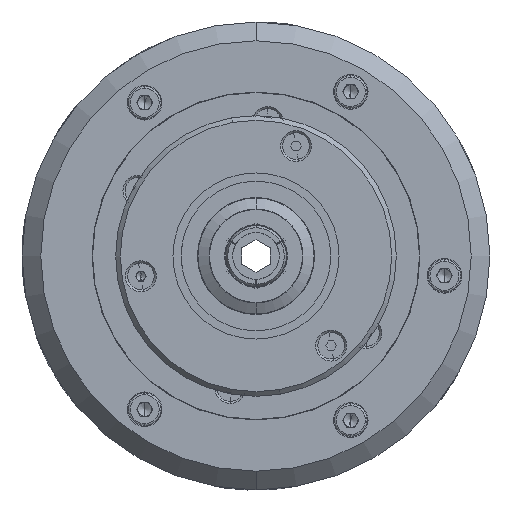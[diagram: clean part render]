
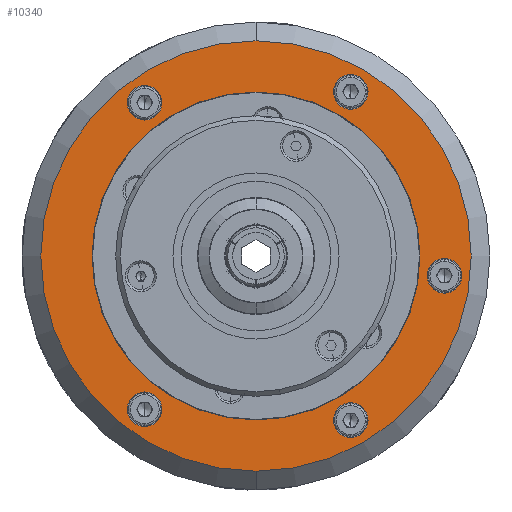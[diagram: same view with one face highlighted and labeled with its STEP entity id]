
A CAD part, left-side view. The second image highlights one B-rep face of the part: STEP entity #10340.
In plain terms, the highlighted planar face has unit normal (-1, 0, 0).
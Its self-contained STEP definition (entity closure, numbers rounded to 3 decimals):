
#1427 = AXIS2_PLACEMENT_3D ( 'NONE', #3562, #3561, #3560 ) ;
#1475 = AXIS2_PLACEMENT_3D ( 'NONE', #3835, #3834, #3833 ) ;
#1478 = AXIS2_PLACEMENT_3D ( 'NONE', #3847, #3846, #3845 ) ;
#1481 = AXIS2_PLACEMENT_3D ( 'NONE', #3857, #3856, #3855 ) ;
#1486 = AXIS2_PLACEMENT_3D ( 'NONE', #3876, #3875, #3874 ) ;
#1492 = AXIS2_PLACEMENT_3D ( 'NONE', #3922, #3921, #3920 ) ;
#1495 = AXIS2_PLACEMENT_3D ( 'NONE', #3940, #3939, #3938 ) ;
#1508 = AXIS2_PLACEMENT_3D ( 'NONE', #4004, #4003, #4002 ) ;
#1511 = AXIS2_PLACEMENT_3D ( 'NONE', #4021, #4020, #4019 ) ;
#1547 = AXIS2_PLACEMENT_3D ( 'NONE', #4289, #4288, #4287 ) ;
#1562 = AXIS2_PLACEMENT_3D ( 'NONE', #4099, #4152, #4097 ) ;
#1570 = AXIS2_PLACEMENT_3D ( 'NONE', #4298, #4294, #4297 ) ;
#1571 = AXIS2_PLACEMENT_3D ( 'NONE', #4329, #3571, #4309 ) ;
#1574 = AXIS2_PLACEMENT_3D ( 'NONE', #17848, #17639, #17915 ) ;
#1653 = EDGE_CURVE ( 'NONE', #21235, #21250, #10413, .T. ) ;
#1658 = EDGE_CURVE ( 'NONE', #21185, #21183, #10406, .T. ) ;
#1659 = EDGE_CURVE ( 'NONE', #21199, #21289, #10405, .T. ) ;
#1670 = EDGE_CURVE ( 'NONE', #21255, #21130, #10392, .T. ) ;
#1697 = EDGE_CURVE ( 'NONE', #21239, #21193, #7968, .T. ) ;
#1739 = EDGE_CURVE ( 'NONE', #21292, #21290, #7922, .T. ) ;
#1742 = EDGE_CURVE ( 'NONE', #21130, #21255, #7916, .T. ) ;
#1764 = EDGE_CURVE ( 'NONE', #21078, #21418, #7890, .T. ) ;
#1769 = EDGE_CURVE ( 'NONE', #21183, #21185, #7884, .T. ) ;
#1777 = EDGE_CURVE ( 'NONE', #21290, #21292, #7872, .T. ) ;
#1784 = EDGE_CURVE ( 'NONE', #21250, #21235, #7867, .T. ) ;
#1787 = EDGE_CURVE ( 'NONE', #21193, #21239, #7860, .T. ) ;
#1791 = EDGE_CURVE ( 'NONE', #21418, #21078, #7863, .T. ) ;
#1856 = EDGE_CURVE ( 'NONE', #21289, #21199, #7772, .T. ) ;
#2234 = CARTESIAN_POINT ( 'NONE',  ( -240.3, -40.278, -0.533 ) ) ;
#2367 = CARTESIAN_POINT ( 'NONE',  ( -240.3, -20.25, -38.774 ) ) ;
#2369 = CARTESIAN_POINT ( 'NONE',  ( -240.3, -20.25, -31.374 ) ) ;
#2370 = CARTESIAN_POINT ( 'NONE',  ( -240.3, 23.805, 36.465 ) ) ;
#2404 = CARTESIAN_POINT ( 'NONE',  ( -240.3, 23.805, -36.465 ) ) ;
#2409 = CARTESIAN_POINT ( 'NONE',  ( -240.3, 0., -35.05 ) ) ;
#2420 = CARTESIAN_POINT ( 'NONE',  ( -240.3, 0., 46. ) ) ;
#2425 = CARTESIAN_POINT ( 'NONE',  ( -240.3, 0., 35.05 ) ) ;
#2461 = CARTESIAN_POINT ( 'NONE',  ( -240.3, 23.805, 29.065 ) ) ;
#2466 = CARTESIAN_POINT ( 'NONE',  ( -240.3, 0., -46. ) ) ;
#2475 = CARTESIAN_POINT ( 'NONE',  ( -240.3, -20.25, 31.374 ) ) ;
#2477 = CARTESIAN_POINT ( 'NONE',  ( -240.3, -20.25, 38.774 ) ) ;
#2530 = CARTESIAN_POINT ( 'NONE',  ( -240.3, 23.805, -29.065 ) ) ;
#3560 = DIRECTION ( 'NONE',  ( 0., 0., 1. ) ) ;
#3561 = DIRECTION ( 'NONE',  ( -1., 0., 0. ) ) ;
#3562 = CARTESIAN_POINT ( 'NONE',  ( -240.3, 23.805, 32.765 ) ) ;
#3571 = DIRECTION ( 'NONE',  ( -1., 0., 0. ) ) ;
#3833 = DIRECTION ( 'NONE',  ( 0., 0., 1. ) ) ;
#3834 = DIRECTION ( 'NONE',  ( -1., 0., 0. ) ) ;
#3835 = CARTESIAN_POINT ( 'NONE',  ( -240.3, -40.278, -4.233 ) ) ;
#3845 = DIRECTION ( 'NONE',  ( 0., 0., 1. ) ) ;
#3846 = DIRECTION ( 'NONE',  ( -1., 0., 0. ) ) ;
#3847 = CARTESIAN_POINT ( 'NONE',  ( -240.3, 0., 0. ) ) ;
#3855 = DIRECTION ( 'NONE',  ( 0., 0., 1. ) ) ;
#3856 = DIRECTION ( 'NONE',  ( 1., 0., 0. ) ) ;
#3857 = CARTESIAN_POINT ( 'NONE',  ( -240.3, 0., 0. ) ) ;
#3874 = DIRECTION ( 'NONE',  ( 0., 0., 1. ) ) ;
#3875 = DIRECTION ( 'NONE',  ( -1., 0., 0. ) ) ;
#3876 = CARTESIAN_POINT ( 'NONE',  ( -240.3, -20.25, -35.074 ) ) ;
#3920 = DIRECTION ( 'NONE',  ( 0., 0., 1. ) ) ;
#3921 = DIRECTION ( 'NONE',  ( -1., 0., 0. ) ) ;
#3922 = CARTESIAN_POINT ( 'NONE',  ( -240.3, -20.25, 35.074 ) ) ;
#3938 = DIRECTION ( 'NONE',  ( 0., 0., 1. ) ) ;
#3939 = DIRECTION ( 'NONE',  ( -1., 0., 0. ) ) ;
#3940 = CARTESIAN_POINT ( 'NONE',  ( -240.3, -40.278, -4.233 ) ) ;
#4002 = DIRECTION ( 'NONE',  ( 0., 0., 1. ) ) ;
#4003 = DIRECTION ( 'NONE',  ( -1., 0., 0. ) ) ;
#4004 = CARTESIAN_POINT ( 'NONE',  ( -240.3, 23.805, -32.765 ) ) ;
#4019 = DIRECTION ( 'NONE',  ( 0., 0., 1. ) ) ;
#4020 = DIRECTION ( 'NONE',  ( -1., 0., 0. ) ) ;
#4021 = CARTESIAN_POINT ( 'NONE',  ( -240.3, -20.25, -35.074 ) ) ;
#4097 = DIRECTION ( 'NONE',  ( 0., 0., 1. ) ) ;
#4099 = CARTESIAN_POINT ( 'NONE',  ( -240.3, 23.805, -32.765 ) ) ;
#4152 = DIRECTION ( 'NONE',  ( -1., 0., 0. ) ) ;
#4287 = DIRECTION ( 'NONE',  ( 0., 0., 1. ) ) ;
#4288 = DIRECTION ( 'NONE',  ( -1., 0., 0. ) ) ;
#4289 = CARTESIAN_POINT ( 'NONE',  ( -240.3, 0., 0. ) ) ;
#4294 = DIRECTION ( 'NONE',  ( -1., 0., 0. ) ) ;
#4297 = DIRECTION ( 'NONE',  ( 0., 0., 1. ) ) ;
#4298 = CARTESIAN_POINT ( 'NONE',  ( -240.3, 23.805, 32.765 ) ) ;
#4309 = DIRECTION ( 'NONE',  ( 0., 0., 1. ) ) ;
#4329 = CARTESIAN_POINT ( 'NONE',  ( -240.3, -20.25, 35.074 ) ) ;
#5704 = CARTESIAN_POINT ( 'NONE',  ( -240.3, -40.278, -7.933 ) ) ;
#6133 = DIRECTION ( 'NONE',  ( 0., 0., 1. ) ) ;
#6135 = CARTESIAN_POINT ( 'NONE',  ( -240.3, 50., 0. ) ) ;
#6139 = PLANE ( 'NONE',  #15830 ) ;
#7356 = DIRECTION ( 'NONE',  ( -1., 0., 0. ) ) ;
#7772 = CIRCLE ( 'NONE', #1427, 3.7 ) ;
#7860 = CIRCLE ( 'NONE', #1478, 46. ) ;
#7863 = CIRCLE ( 'NONE', #1475, 3.7 ) ;
#7867 = CIRCLE ( 'NONE', #1481, 35.05 ) ;
#7872 = CIRCLE ( 'NONE', #1486, 3.7 ) ;
#7884 = CIRCLE ( 'NONE', #1492, 3.7 ) ;
#7890 = CIRCLE ( 'NONE', #1495, 3.7 ) ;
#7916 = CIRCLE ( 'NONE', #1508, 3.7 ) ;
#7922 = CIRCLE ( 'NONE', #1511, 3.7 ) ;
#7968 = CIRCLE ( 'NONE', #1547, 46. ) ;
#10340 = ADVANCED_FACE ( 'NONE', ( #13446, #13441, #13447, #13445, #13443, #13440, #13439 ), #6139, .T. ) ;
#10392 = CIRCLE ( 'NONE', #1562, 3.7 ) ;
#10405 = CIRCLE ( 'NONE', #1570, 3.7 ) ;
#10406 = CIRCLE ( 'NONE', #1571, 3.7 ) ;
#10413 = CIRCLE ( 'NONE', #1574, 35.05 ) ;
#10758 = ORIENTED_EDGE ( 'NONE', *, *, #1653, .T. ) ;
#10759 = ORIENTED_EDGE ( 'NONE', *, *, #1784, .T. ) ;
#10760 = ORIENTED_EDGE ( 'NONE', *, *, #1787, .T. ) ;
#10761 = ORIENTED_EDGE ( 'NONE', *, *, #1697, .T. ) ;
#10762 = ORIENTED_EDGE ( 'NONE', *, *, #1791, .F. ) ;
#10763 = ORIENTED_EDGE ( 'NONE', *, *, #1764, .F. ) ;
#10764 = ORIENTED_EDGE ( 'NONE', *, *, #1777, .F. ) ;
#10765 = ORIENTED_EDGE ( 'NONE', *, *, #1739, .F. ) ;
#10766 = ORIENTED_EDGE ( 'NONE', *, *, #1769, .F. ) ;
#10767 = ORIENTED_EDGE ( 'NONE', *, *, #1658, .F. ) ;
#10768 = ORIENTED_EDGE ( 'NONE', *, *, #1856, .F. ) ;
#10769 = ORIENTED_EDGE ( 'NONE', *, *, #1659, .F. ) ;
#10770 = ORIENTED_EDGE ( 'NONE', *, *, #1742, .F. ) ;
#10771 = ORIENTED_EDGE ( 'NONE', *, *, #1670, .F. ) ;
#12669 = EDGE_LOOP ( 'NONE', ( #10768, #10769 ) ) ;
#12676 = EDGE_LOOP ( 'NONE', ( #10766, #10767 ) ) ;
#12682 = EDGE_LOOP ( 'NONE', ( #10760, #10761 ) ) ;
#12683 = EDGE_LOOP ( 'NONE', ( #10770, #10771 ) ) ;
#12684 = EDGE_LOOP ( 'NONE', ( #10762, #10763 ) ) ;
#12686 = EDGE_LOOP ( 'NONE', ( #10758, #10759 ) ) ;
#12689 = EDGE_LOOP ( 'NONE', ( #10764, #10765 ) ) ;
#13439 = FACE_BOUND ( 'NONE', #12683, .T. ) ;
#13440 = FACE_BOUND ( 'NONE', #12669, .T. ) ;
#13441 = FACE_OUTER_BOUND ( 'NONE', #12682, .T. ) ;
#13443 = FACE_BOUND ( 'NONE', #12676, .T. ) ;
#13445 = FACE_BOUND ( 'NONE', #12689, .T. ) ;
#13446 = FACE_BOUND ( 'NONE', #12686, .T. ) ;
#13447 = FACE_BOUND ( 'NONE', #12684, .T. ) ;
#15830 = AXIS2_PLACEMENT_3D ( 'NONE', #6135, #7356, #6133 ) ;
#17639 = DIRECTION ( 'NONE',  ( 1., 0., 0. ) ) ;
#17848 = CARTESIAN_POINT ( 'NONE',  ( -240.3, 0., 0. ) ) ;
#17915 = DIRECTION ( 'NONE',  ( 0., 0., 1. ) ) ;
#21078 = VERTEX_POINT ( 'NONE', #5704 ) ;
#21130 = VERTEX_POINT ( 'NONE', #2530 ) ;
#21183 = VERTEX_POINT ( 'NONE', #2477 ) ;
#21185 = VERTEX_POINT ( 'NONE', #2475 ) ;
#21193 = VERTEX_POINT ( 'NONE', #2466 ) ;
#21199 = VERTEX_POINT ( 'NONE', #2461 ) ;
#21235 = VERTEX_POINT ( 'NONE', #2425 ) ;
#21239 = VERTEX_POINT ( 'NONE', #2420 ) ;
#21250 = VERTEX_POINT ( 'NONE', #2409 ) ;
#21255 = VERTEX_POINT ( 'NONE', #2404 ) ;
#21289 = VERTEX_POINT ( 'NONE', #2370 ) ;
#21290 = VERTEX_POINT ( 'NONE', #2369 ) ;
#21292 = VERTEX_POINT ( 'NONE', #2367 ) ;
#21418 = VERTEX_POINT ( 'NONE', #2234 ) ;
